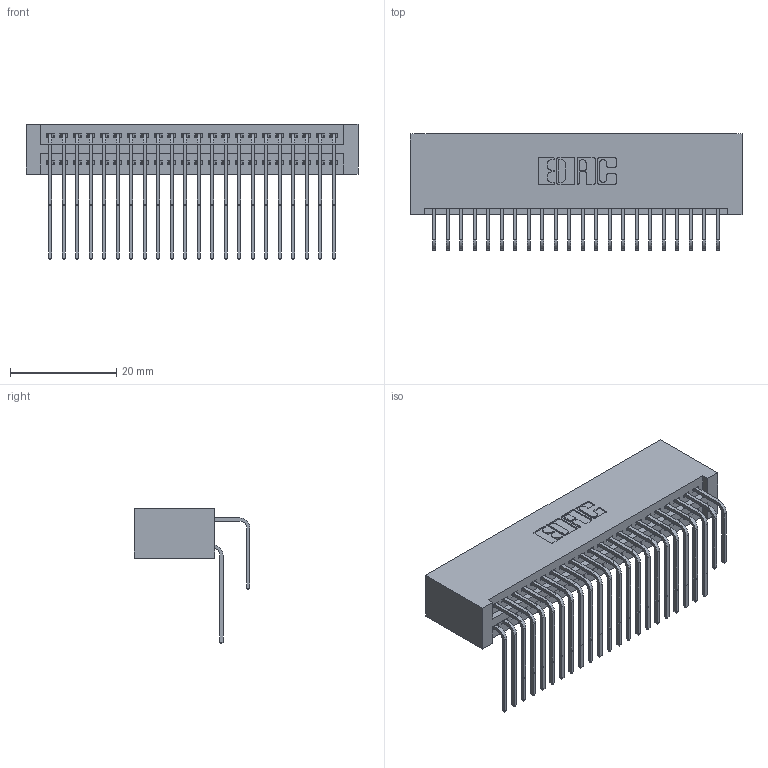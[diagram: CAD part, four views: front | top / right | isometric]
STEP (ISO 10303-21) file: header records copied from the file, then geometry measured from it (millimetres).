
FILE_DESCRIPTION (( 'STEP AP203' ), '1' );
FILE_NAME ('395-044-558-201.STEP', '2019-10-19T02:59:03', ( '' ), ( '' ), 'SwSTEP 2.0', 'SolidWorks 2016', '' );
FILE_SCHEMA (( 'CONFIG_CONTROL_DESIGN' ));
Length unit declared in the file: inch
Products named in the file (4): 345 Part_No Mounting Lugs; 345-292-001_558 559 Tail - 1; 345-292-001_558 Tail - 2; 395-044-558-201
Assembly tree (45 placements, depth 2):
  395-044-558-201
    345 Part_No Mounting Lugs
    345-292-001_558 559 Tail - 1  x22
    345-292-001_558 Tail - 2  x22
Bounding box: 62.48 x 21.83 x 25.53 mm (x, y, z)
Volume: 6753.8 mm3; surface area: 11092.8 mm2
Topology: 45 solids, 45 shells, 2406 faces, 7137 edges, 4698 vertices
Faces by surface type: plane 1616, cylinder 790
Entity records: 21329 total; most frequent: CARTESIAN_POINT 3639, ORIENTED_EDGE 3522, DIRECTION 3201, EDGE_CURVE 1761, LINE 1509, VECTOR 1509, VERTEX_POINT 1170, AXIS2_PLACEMENT_3D 846
